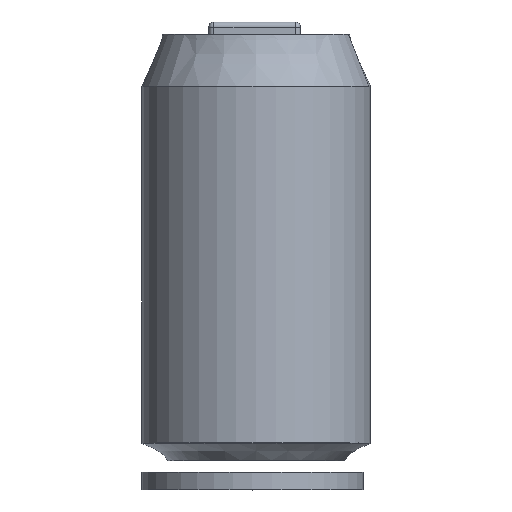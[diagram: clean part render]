
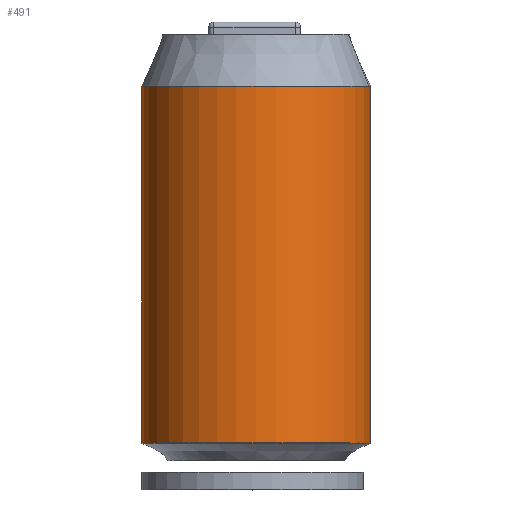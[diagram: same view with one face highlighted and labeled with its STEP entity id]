
A CAD part, top view. The second image highlights one B-rep face of the part: STEP entity #491.
In plain terms, the highlighted cylindrical face has radius 33 mm (diameter 66 mm), a partial arc.
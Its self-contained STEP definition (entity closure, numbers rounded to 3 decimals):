
#221 = EDGE_CURVE ( 'NONE', #20843, #3583, #14478, .T. ) ;
#491 = ADVANCED_FACE ( 'NONE', ( #13840 ), #20354, .T. ) ;
#1435 = VERTEX_POINT ( 'NONE', #16751 ) ;
#2308 = DIRECTION ( 'NONE',  ( 0., 1., 0. ) ) ;
#2874 = DIRECTION ( 'NONE',  ( -1., 0., 0. ) ) ;
#3583 = VERTEX_POINT ( 'NONE', #18441 ) ;
#4613 = DIRECTION ( 'NONE',  ( 0., 1., 0. ) ) ;
#5042 = CARTESIAN_POINT ( 'NONE',  ( 0., 51.5, 0. ) ) ;
#5202 = DIRECTION ( 'NONE',  ( -1., 0., 0. ) ) ;
#5304 = VECTOR ( 'NONE', #27084, 1000. ) ;
#5599 = CARTESIAN_POINT ( 'NONE',  ( -33., -51.5, 0. ) ) ;
#7932 = CARTESIAN_POINT ( 'NONE',  ( 0., -51.5, 0. ) ) ;
#8800 = LINE ( 'NONE', #13284, #14544 ) ;
#8938 = AXIS2_PLACEMENT_3D ( 'NONE', #26567, #2308, #2874 ) ;
#9678 = DIRECTION ( 'NONE',  ( 0., 1., 0. ) ) ;
#10945 = ORIENTED_EDGE ( 'NONE', *, *, #15639, .F. ) ;
#12285 = EDGE_CURVE ( 'NONE', #3583, #1435, #21799, .T. ) ;
#13284 = CARTESIAN_POINT ( 'NONE',  ( -33., 66.5, 0. ) ) ;
#13838 = DIRECTION ( 'NONE',  ( -1., 0., 0. ) ) ;
#13840 = FACE_OUTER_BOUND ( 'NONE', #15114, .T. ) ;
#14478 = CIRCLE ( 'NONE', #26011, 33. ) ;
#14544 = VECTOR ( 'NONE', #26310, 1000. ) ;
#15114 = EDGE_LOOP ( 'NONE', ( #20878, #18045, #25642, #10945 ) ) ;
#15639 = EDGE_CURVE ( 'NONE', #20843, #18935, #8800, .T. ) ;
#16751 = CARTESIAN_POINT ( 'NONE',  ( 33., 51.5, 0. ) ) ;
#17822 = EDGE_CURVE ( 'NONE', #18935, #1435, #24311, .T. ) ;
#18045 = ORIENTED_EDGE ( 'NONE', *, *, #12285, .T. ) ;
#18273 = CARTESIAN_POINT ( 'NONE',  ( 33., 66.5, 0. ) ) ;
#18441 = CARTESIAN_POINT ( 'NONE',  ( 33., -51.5, 0. ) ) ;
#18935 = VERTEX_POINT ( 'NONE', #24404 ) ;
#20354 = CYLINDRICAL_SURFACE ( 'NONE', #8938, 33. ) ;
#20843 = VERTEX_POINT ( 'NONE', #5599 ) ;
#20878 = ORIENTED_EDGE ( 'NONE', *, *, #221, .T. ) ;
#21799 = LINE ( 'NONE', #18273, #5304 ) ;
#23391 = AXIS2_PLACEMENT_3D ( 'NONE', #5042, #4613, #13838 ) ;
#24311 = CIRCLE ( 'NONE', #23391, 33. ) ;
#24404 = CARTESIAN_POINT ( 'NONE',  ( -33., 51.5, 0. ) ) ;
#25642 = ORIENTED_EDGE ( 'NONE', *, *, #17822, .F. ) ;
#26011 = AXIS2_PLACEMENT_3D ( 'NONE', #7932, #9678, #5202 ) ;
#26310 = DIRECTION ( 'NONE',  ( 0., 1., 0. ) ) ;
#26567 = CARTESIAN_POINT ( 'NONE',  ( 0., 66.5, 0. ) ) ;
#27084 = DIRECTION ( 'NONE',  ( 0., 1., 0. ) ) ;
